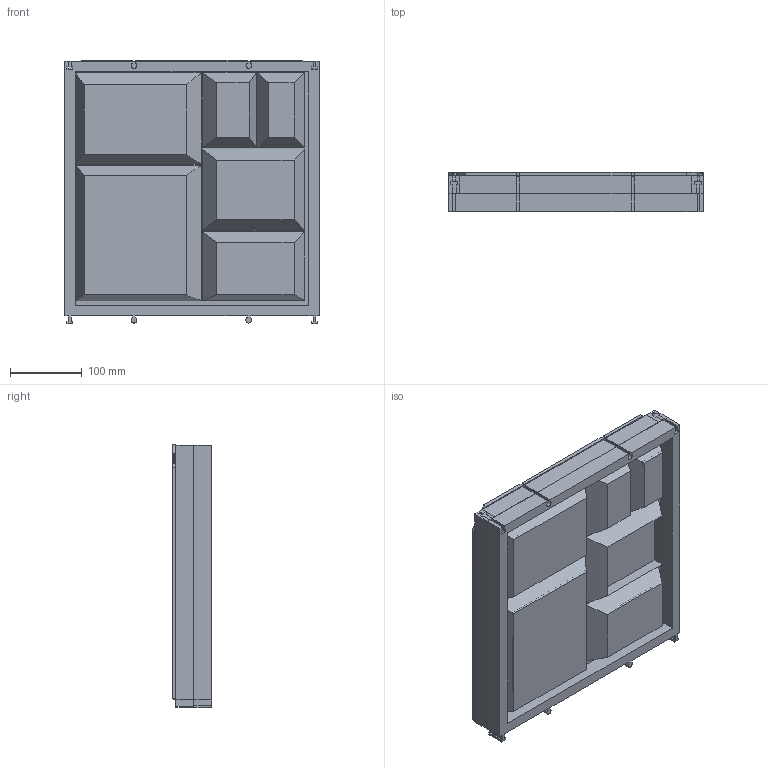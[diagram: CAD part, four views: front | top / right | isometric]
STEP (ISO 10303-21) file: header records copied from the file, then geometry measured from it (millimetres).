
FILE_DESCRIPTION(/* description */ (''),/* implementation_level */ '2;1');
FILE_NAME(/* name */ 'Mine Tiffin.step',/* time_stamp */ '2025-09-06T15:18:12+05:30',/* author */ (''),/* organization */ (''),/* preprocessor_version */ 'ST-DEVELOPER v20.1',/* originating_system */ 'Autodesk Translation Framework v14.10.0.0',/* authorisation */ '');
FILE_SCHEMA (('AUTOMOTIVE_DESIGN { 1 0 10303 214 3 1 1 }'));
Length unit declared in the file: centimetre
Products named in the file (5): V1; Top; Bot; Lid; Component5
Assembly tree (4 placements, depth 2):
  V1
    Top
    Bot
    Lid
    Component5
Bounding box: 355 x 55 x 367.3 mm (x, y, z)
Volume: 2735305 mm3; surface area: 1024240.6 mm2
Topology: 3 solids, 3 shells, 319 faces, 907 edges, 594 vertices
Faces by surface type: plane 304, cylinder 14, bspline 1
Full cylindrical faces by diameter (mm): 5 x2
Entity records: 10347 total; most frequent: CARTESIAN_POINT 1844, ORIENTED_EDGE 1814, DIRECTION 1597, EDGE_CURVE 907, LINE 871, VECTOR 871, VERTEX_POINT 594, AXIS2_PLACEMENT_3D 363
